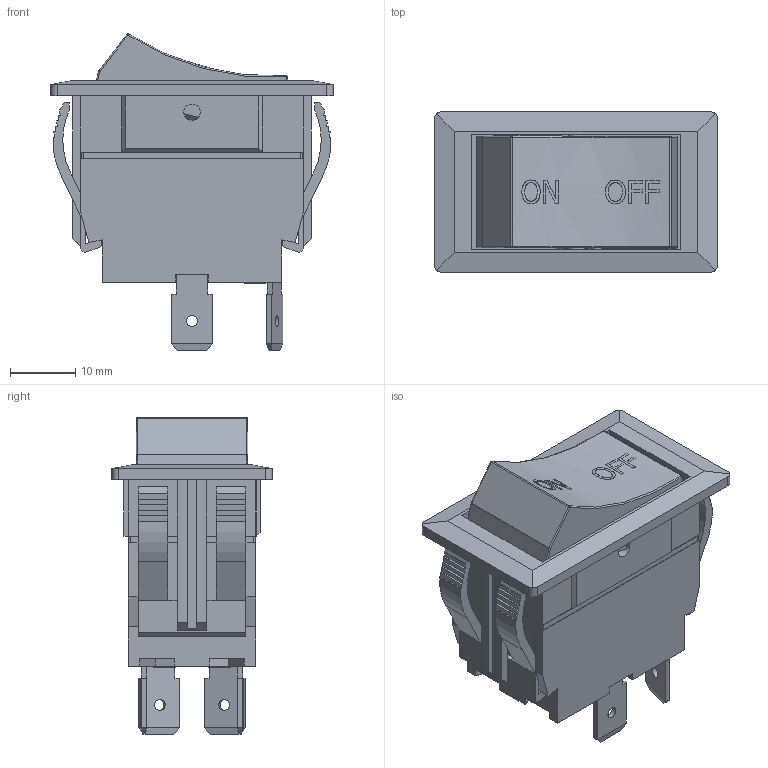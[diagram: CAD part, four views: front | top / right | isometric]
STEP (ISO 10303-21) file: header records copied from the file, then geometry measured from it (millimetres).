
FILE_DESCRIPTION(/* description */ (''),/* implementation_level */ '2;1');
FILE_NAME(/* name */ 'RVW42Dxxx4.stp',/* time_stamp */ '2025-06-03T16:18:41-05:00',/* author */ ('mroman'),/* organization */ (''),/* preprocessor_version */ 'ST-DEVELOPER v18.1',/* originating_system */ 'Autodesk Inventor 2022',/* authorisation */ '');
FILE_SCHEMA (('AUTOMOTIVE_DESIGN { 1 0 10303 214 3 1 1 }'));
Length unit declared in the file: centimetre
Products named in the file (1): RVW42Dxxx4
Bounding box: 43.2 x 24.5 x 48.41 mm (x, y, z)
Volume: 10553.5 mm3; surface area: 13403.3 mm2
Topology: 1 solids, 1 shells, 415 faces, 1125 edges, 727 vertices
Faces by surface type: plane 311, cylinder 61, bspline 28, sphere 8, cone 5, torus 2
Full cylindrical faces by diameter (mm): 1.7 x4, 2.5 x2, 3.3 x4, 3.5 x1, 7 x1
Entity records: 13553 total; most frequent: CARTESIAN_POINT 3100, ORIENTED_EDGE 2242, DIRECTION 2008, EDGE_CURVE 1121, LINE 898, VECTOR 898, VERTEX_POINT 727, AXIS2_PLACEMENT_3D 555
